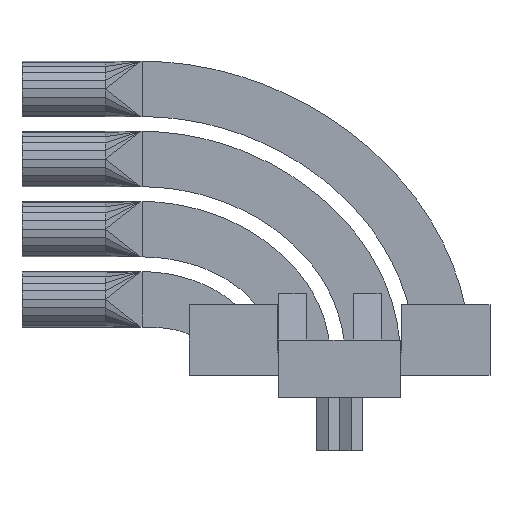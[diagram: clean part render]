
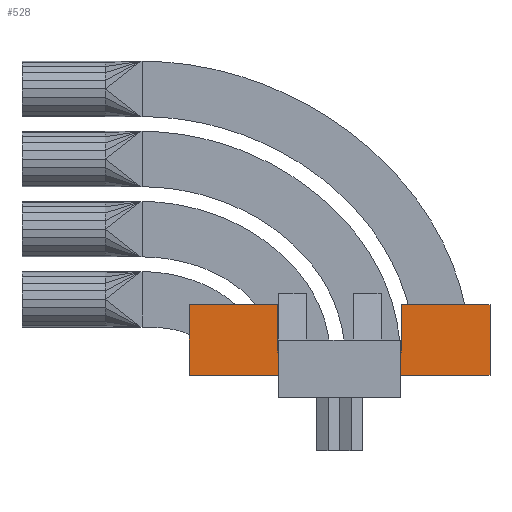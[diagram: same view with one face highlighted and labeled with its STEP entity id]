
A CAD part, front view. The second image highlights one B-rep face of the part: STEP entity #528.
In plain terms, the highlighted planar face has unit normal (0, -1, 0).
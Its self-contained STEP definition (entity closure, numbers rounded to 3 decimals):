
#22 = VERTEX_POINT('',#23);
#23 = CARTESIAN_POINT('',(-8.15,-2.25,5.));
#31 = EDGE_CURVE('',#32,#22,#34,.T.);
#32 = VERTEX_POINT('',#33);
#33 = CARTESIAN_POINT('',(-8.15,-2.25,1.2));
#34 = LINE('',#35,#36);
#35 = CARTESIAN_POINT('',(-8.15,-2.25,1.2));
#36 = VECTOR('',#37,1.);
#37 = DIRECTION('',(0.,0.,1.));
#94 = EDGE_CURVE('',#22,#95,#97,.T.);
#95 = VERTEX_POINT('',#96);
#96 = CARTESIAN_POINT('',(-3.35,-2.25,5.));
#97 = LINE('',#98,#99);
#98 = CARTESIAN_POINT('',(-8.15,-2.25,5.));
#99 = VECTOR('',#100,1.);
#100 = DIRECTION('',(1.,0.,0.));
#373 = EDGE_CURVE('',#32,#374,#376,.T.);
#374 = VERTEX_POINT('',#375);
#375 = CARTESIAN_POINT('',(8.15,-2.25,1.2));
#376 = LINE('',#377,#378);
#377 = CARTESIAN_POINT('',(-8.15,-2.25,1.2));
#378 = VECTOR('',#379,1.);
#379 = DIRECTION('',(1.,0.,0.));
#528 = ADVANCED_FACE('',(#529),#572,.F.);
#529 = FACE_BOUND('',#530,.F.);
#530 = EDGE_LOOP('',(#531,#539,#540,#541,#542,#550,#558,#566));
#531 = ORIENTED_EDGE('',*,*,#532,.F.);
#532 = EDGE_CURVE('',#374,#533,#535,.T.);
#533 = VERTEX_POINT('',#534);
#534 = CARTESIAN_POINT('',(8.15,-2.25,5.));
#535 = LINE('',#536,#537);
#536 = CARTESIAN_POINT('',(8.15,-2.25,1.2));
#537 = VECTOR('',#538,1.);
#538 = DIRECTION('',(0.,0.,1.));
#539 = ORIENTED_EDGE('',*,*,#373,.F.);
#540 = ORIENTED_EDGE('',*,*,#31,.T.);
#541 = ORIENTED_EDGE('',*,*,#94,.T.);
#542 = ORIENTED_EDGE('',*,*,#543,.T.);
#543 = EDGE_CURVE('',#95,#544,#546,.T.);
#544 = VERTEX_POINT('',#545);
#545 = CARTESIAN_POINT('',(-3.35,-2.25,2.45));
#546 = LINE('',#547,#548);
#547 = CARTESIAN_POINT('',(-3.35,-2.25,1.825));
#548 = VECTOR('',#549,1.);
#549 = DIRECTION('',(0.,0.,-1.));
#550 = ORIENTED_EDGE('',*,*,#551,.T.);
#551 = EDGE_CURVE('',#544,#552,#554,.T.);
#552 = VERTEX_POINT('',#553);
#553 = CARTESIAN_POINT('',(3.35,-2.25,2.45));
#554 = LINE('',#555,#556);
#555 = CARTESIAN_POINT('',(-5.75,-2.25,2.45));
#556 = VECTOR('',#557,1.);
#557 = DIRECTION('',(1.,0.,0.));
#558 = ORIENTED_EDGE('',*,*,#559,.F.);
#559 = EDGE_CURVE('',#560,#552,#562,.T.);
#560 = VERTEX_POINT('',#561);
#561 = CARTESIAN_POINT('',(3.35,-2.25,5.));
#562 = LINE('',#563,#564);
#563 = CARTESIAN_POINT('',(3.35,-2.25,1.825));
#564 = VECTOR('',#565,1.);
#565 = DIRECTION('',(0.,0.,-1.));
#566 = ORIENTED_EDGE('',*,*,#567,.T.);
#567 = EDGE_CURVE('',#560,#533,#568,.T.);
#568 = LINE('',#569,#570);
#569 = CARTESIAN_POINT('',(-8.15,-2.25,5.));
#570 = VECTOR('',#571,1.);
#571 = DIRECTION('',(1.,0.,0.));
#572 = PLANE('',#573);
#573 = AXIS2_PLACEMENT_3D('',#574,#575,#576);
#574 = CARTESIAN_POINT('',(-8.15,-2.25,1.2));
#575 = DIRECTION('',(0.,1.,0.));
#576 = DIRECTION('',(0.,0.,1.));
